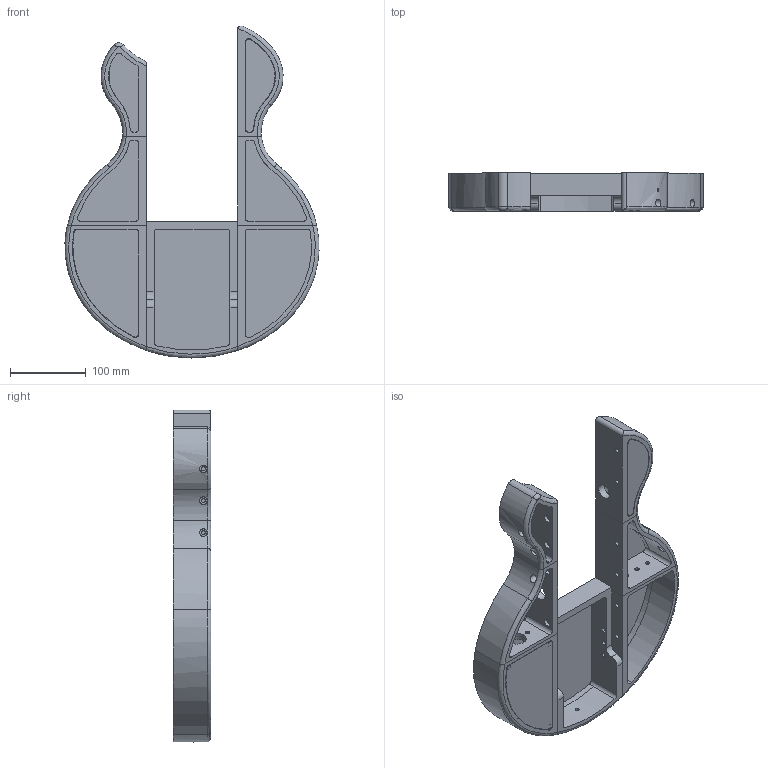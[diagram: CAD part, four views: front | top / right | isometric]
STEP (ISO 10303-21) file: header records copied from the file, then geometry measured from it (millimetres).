
FILE_DESCRIPTION(/* description */ ('STEP AP242','CAx-IF Rec.Pracs.---Representation and Presentation of Product Manufacturing Information (PMI)---4.0---2014-10-13','CAx-IF Rec.Pracs.---3D Tessellated Geometry---0.4---2014-09-14','2;1'),/* implementation_level */ '2;1');
FILE_NAME(/* name */ '67c1e879b809682aa6d8527e',/* time_stamp */ '2025-02-28T16:46:50Z',/* author */ (''),/* organization */ (''),/* preprocessor_version */ 'ST-DEVELOPER v20',/* originating_system */ 'ONSHAPE BY PTC INC, 1.194',/* authorisation */ ' ');
FILE_SCHEMA (('AP242_MANAGED_MODEL_BASED_3D_ENGINEERING_MIM_LF { 1 0 10303 442 1 1 4 }'));
Length unit declared in the file: metre
Products named in the file (9): Cover Small; Cover; Part G; Part B; Part A; Part F; Part D; Part E; Part C
Bounding box: 334.8 x 50 x 437.54 mm (x, y, z)
Volume: 1351466 mm3; surface area: 438444.8 mm2
Topology: 9 solids, 9 shells, 389 faces, 974 edges, 638 vertices
Faces by surface type: cylinder 244, plane 109, bspline 30, torus 6
Full cylindrical faces by diameter (mm): 3.2 x1, 3.5 x17, 4.75 x2, 5.2 x12, 6 x24, 10 x19, 20 x2, 25 x2
Entity records: 13320 total; most frequent: CARTESIAN_POINT 4057, DIRECTION 1870, ORIENTED_EDGE 1742, EDGE_CURVE 871, AXIS2_PLACEMENT_3D 788, VERTEX_POINT 614, EDGE_LOOP 607, FACE_BOUND 607
